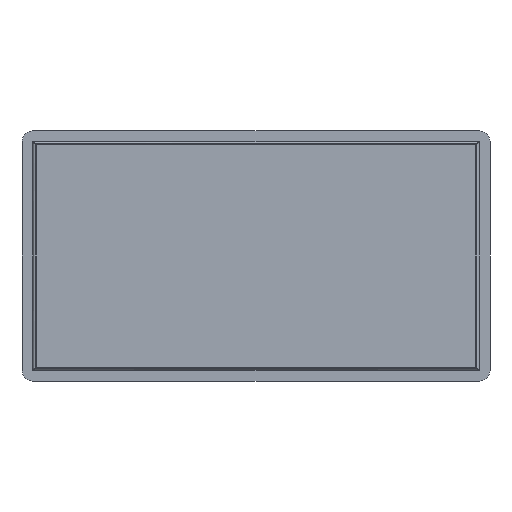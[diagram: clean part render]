
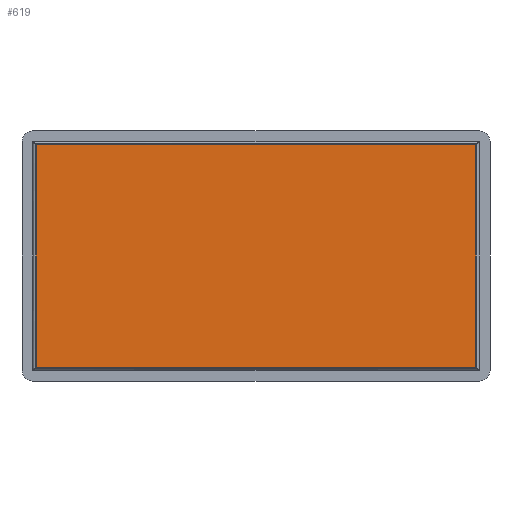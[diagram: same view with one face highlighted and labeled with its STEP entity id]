
A CAD part, front view. The second image highlights one B-rep face of the part: STEP entity #619.
In plain terms, the highlighted planar face has unit normal (0, -1, 0).
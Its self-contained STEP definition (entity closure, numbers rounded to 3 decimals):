
#81=FACE_OUTER_BOUND('',#121,.T.);
#121=EDGE_LOOP('',(#475,#476,#477,#478));
#175=LINE('',#909,#231);
#176=LINE('',#911,#232);
#177=LINE('',#913,#233);
#178=LINE('',#914,#234);
#231=VECTOR('',#773,10.);
#232=VECTOR('',#774,10.);
#233=VECTOR('',#775,10.);
#234=VECTOR('',#776,10.);
#283=VERTEX_POINT('',#907);
#284=VERTEX_POINT('',#908);
#285=VERTEX_POINT('',#910);
#286=VERTEX_POINT('',#912);
#351=EDGE_CURVE('',#283,#284,#175,.T.);
#352=EDGE_CURVE('',#285,#283,#176,.T.);
#353=EDGE_CURVE('',#286,#285,#177,.T.);
#354=EDGE_CURVE('',#284,#286,#178,.T.);
#475=ORIENTED_EDGE('',*,*,#351,.F.);
#476=ORIENTED_EDGE('',*,*,#352,.F.);
#477=ORIENTED_EDGE('',*,*,#353,.F.);
#478=ORIENTED_EDGE('',*,*,#354,.F.);
#589=PLANE('',#681);
#619=ADVANCED_FACE('',(#81),#589,.F.);
#681=AXIS2_PLACEMENT_3D('',#906,#771,#772);
#771=DIRECTION('center_axis',(0.,1.,0.));
#772=DIRECTION('ref_axis',(0.,0.,1.));
#773=DIRECTION('',(0.,0.,1.));
#774=DIRECTION('',(-1.,0.,0.));
#775=DIRECTION('',(0.,0.,-1.));
#776=DIRECTION('',(1.,0.,0.));
#906=CARTESIAN_POINT('Origin',(-20.,7.5,0.));
#907=CARTESIAN_POINT('',(-40.2,7.5,-10.2));
#908=CARTESIAN_POINT('',(-40.2,7.5,10.2));
#909=CARTESIAN_POINT('',(-40.2,7.5,-5.1));
#910=CARTESIAN_POINT('',(0.2,7.5,-10.2));
#911=CARTESIAN_POINT('',(-9.9,7.5,-10.2));
#912=CARTESIAN_POINT('',(0.2,7.5,10.2));
#913=CARTESIAN_POINT('',(0.2,7.5,5.1));
#914=CARTESIAN_POINT('',(-30.1,7.5,10.2));
